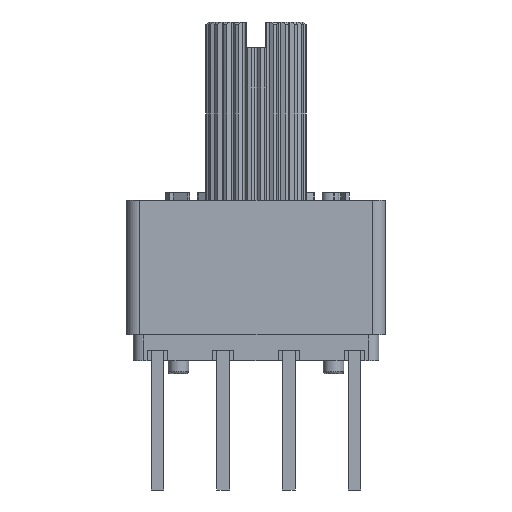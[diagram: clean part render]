
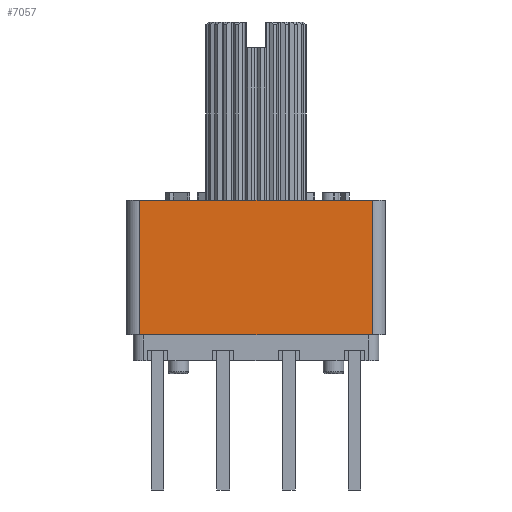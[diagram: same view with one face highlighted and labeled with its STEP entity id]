
A CAD part, left-side view. The second image highlights one B-rep face of the part: STEP entity #7057.
In plain terms, the highlighted planar face has unit normal (-1, 0, 0).
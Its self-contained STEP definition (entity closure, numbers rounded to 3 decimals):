
#182=LINE('',#9597,#802);
#298=LINE('',#9873,#918);
#299=LINE('',#9875,#919);
#300=LINE('',#9877,#920);
#802=VECTOR('',#7935,1000.);
#918=VECTOR('',#8117,1000.);
#919=VECTOR('',#8120,1000.);
#920=VECTOR('',#8121,1000.);
#1592=ORIENTED_EDGE('',*,*,#3154,.F.);
#1593=ORIENTED_EDGE('',*,*,#3296,.F.);
#1594=ORIENTED_EDGE('',*,*,#3297,.T.);
#1595=ORIENTED_EDGE('',*,*,#3298,.T.);
#3154=EDGE_CURVE('',#4014,#4015,#182,.T.);
#3296=EDGE_CURVE('',#4141,#4014,#298,.T.);
#3297=EDGE_CURVE('',#4141,#4142,#299,.T.);
#3298=EDGE_CURVE('',#4142,#4015,#300,.T.);
#4014=VERTEX_POINT('',#9596);
#4015=VERTEX_POINT('',#9598);
#4141=VERTEX_POINT('',#9872);
#4142=VERTEX_POINT('',#9876);
#4772=EDGE_LOOP('',(#1592,#1593,#1594,#1595));
#5120=FACE_BOUND('',#4772,.T.);
#5455=PLANE('',#7423);
#7057=ADVANCED_FACE('',(#5120),#5455,.T.);
#7423=AXIS2_PLACEMENT_3D('',#9874,#8118,#8119);
#7935=DIRECTION('',(0.,-1.,0.));
#8117=DIRECTION('',(0.,0.,1.));
#8118=DIRECTION('',(-1.,0.,0.));
#8119=DIRECTION('',(0.,0.,1.));
#8120=DIRECTION('',(0.,-1.,0.));
#8121=DIRECTION('',(0.,0.,1.));
#9596=CARTESIAN_POINT('',(-5.,4.5,0.));
#9597=CARTESIAN_POINT('',(-5.,4.5,0.));
#9598=CARTESIAN_POINT('',(-5.,-4.5,0.));
#9872=CARTESIAN_POINT('',(-5.,4.5,-5.2));
#9873=CARTESIAN_POINT('',(-5.,4.5,-5.2));
#9874=CARTESIAN_POINT('',(-5.,4.5,-5.2));
#9875=CARTESIAN_POINT('',(-5.,4.5,-5.2));
#9876=CARTESIAN_POINT('',(-5.,-4.5,-5.2));
#9877=CARTESIAN_POINT('',(-5.,-4.5,-5.2));
